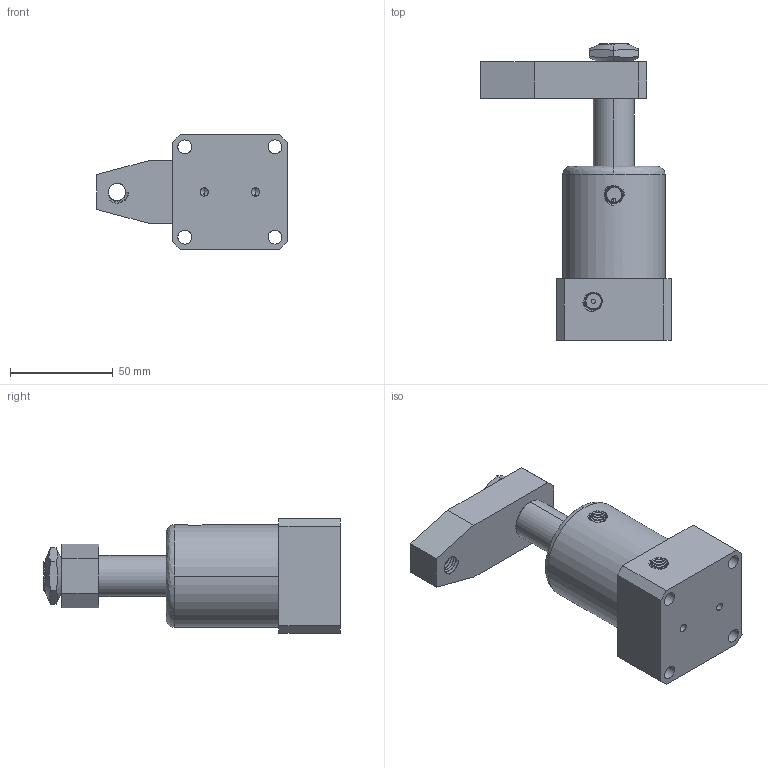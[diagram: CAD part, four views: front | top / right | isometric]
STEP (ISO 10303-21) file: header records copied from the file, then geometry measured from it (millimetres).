
FILE_DESCRIPTION (( 'STEP AP214' ), '1' );
FILE_NAME ('chs-32s_asm.STEP', '2020-02-12T03:24:40', ( '' ), ( '' ), 'SwSTEP 2.0', 'SolidWorks 2016', '' );
FILE_SCHEMA (( 'AUTOMOTIVE_DESIGN' ));
Length unit declared in the file: millimetre
Products named in the file (5): M16; CHS-32S-01; CHS-32S-02; CHS-32-03_1; chs-32s_asm
Assembly tree (4 placements, depth 2):
  chs-32s_asm
    CHS-32-03_1
    CHS-32S-02
    CHS-32S-01
    M16
Bounding box: 93.02 x 144.8 x 56 mm (x, y, z)
Volume: 263035.3 mm3; surface area: 47440 mm2
Topology: 5 solids, 5 shells, 240 faces, 803 edges, 575 vertices
Faces by surface type: cylinder 88, cone 71, plane 46, bspline 35
Entity records: 31701 total; most frequent: CARTESIAN_POINT 25673, ORIENTED_EDGE 1594, EDGE_CURVE 797, DIRECTION 658, B_SPLINE_CURVE_WITH_KNOTS 593, VERTEX_POINT 575, EDGE_LOOP 264, AXIS2_PLACEMENT_3D 250
